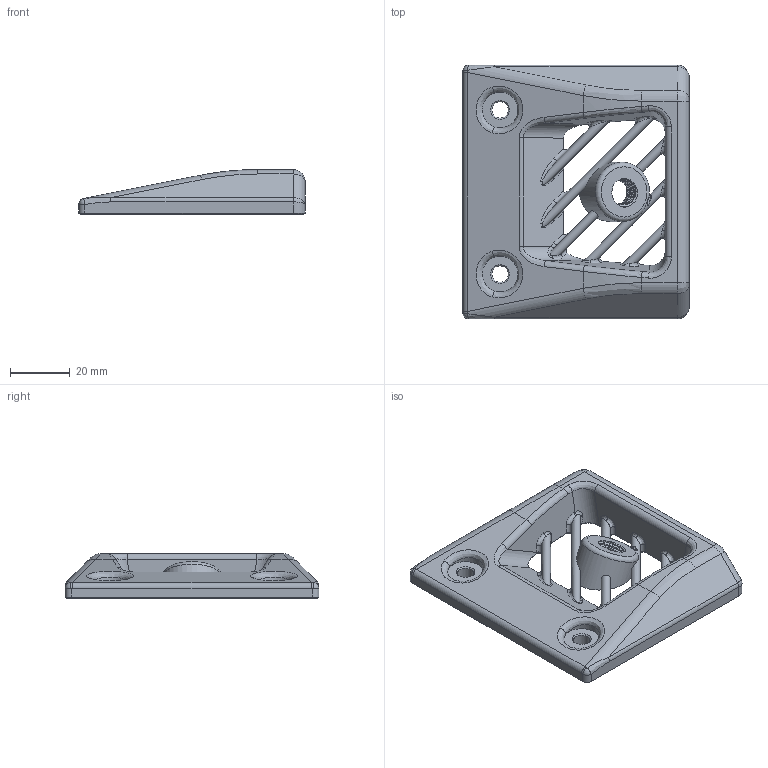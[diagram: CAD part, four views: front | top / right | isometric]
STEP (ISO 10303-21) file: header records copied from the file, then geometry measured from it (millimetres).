
FILE_DESCRIPTION(/* description */ (''),/* implementation_level */ '2;1');
FILE_NAME(/* name */ 'Kseries_bowden_ebox.step',/* time_stamp */ '2023-11-23T14:40:46-05:00',/* author */ (''),/* organization */ (''),/* preprocessor_version */ 'ST-DEVELOPER v20',/* originating_system */ 'Autodesk Translation Framework v12.14.0.127',/* authorisation */ '');
FILE_SCHEMA (('AUTOMOTIVE_DESIGN { 1 0 10303 214 3 1 1 }'));
Length unit declared in the file: millimetre
Products named in the file (1): Kseries_bowden_ebox
Bounding box: 75.83 x 85 x 15 mm (x, y, z)
Volume: 46342.2 mm3; surface area: 17176.3 mm2
Topology: 1 solids, 1 shells, 240 faces, 608 edges, 365 vertices
Faces by surface type: cylinder 85, bspline 74, plane 62, cone 16, sphere 2, torus 1
Full cylindrical faces by diameter (mm): 4.7 x2, 5.5 x2, 9.036 x7, 10.147 x7
Entity records: 12972 total; most frequent: CARTESIAN_POINT 7487, ORIENTED_EDGE 1212, DIRECTION 1054, EDGE_CURVE 606, AXIS2_PLACEMENT_3D 408, VERTEX_POINT 365, EDGE_LOOP 259, FACE_OUTER_BOUND 240
